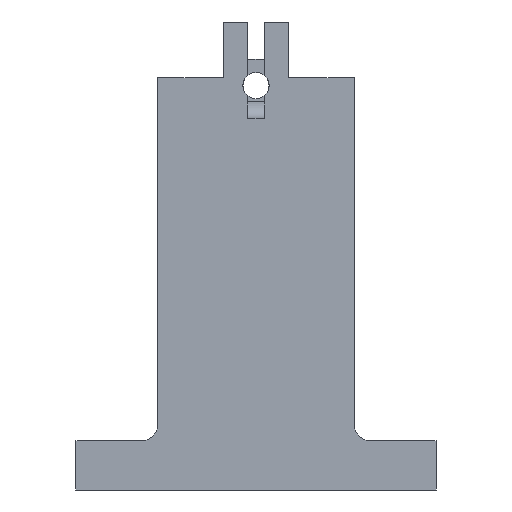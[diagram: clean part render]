
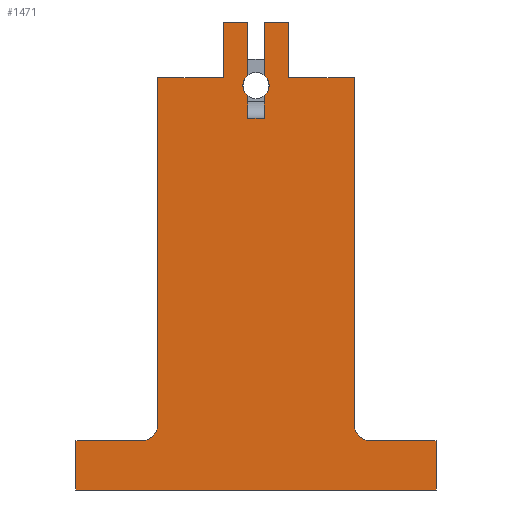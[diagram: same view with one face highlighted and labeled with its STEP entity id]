
A CAD part, left-side view. The second image highlights one B-rep face of the part: STEP entity #1471.
In plain terms, the highlighted planar face has unit normal (-1, 0, 0).
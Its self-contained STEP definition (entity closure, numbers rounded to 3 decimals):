
#64=CIRCLE('',#1565,4.);
#65=CIRCLE('',#1566,4.);
#66=CIRCLE('',#1567,5.);
#67=CIRCLE('',#1568,5.);
#144=ORIENTED_EDGE('',*,*,#564,.F.);
#145=ORIENTED_EDGE('',*,*,#563,.T.);
#146=ORIENTED_EDGE('',*,*,#565,.F.);
#147=ORIENTED_EDGE('',*,*,#566,.F.);
#148=ORIENTED_EDGE('',*,*,#567,.F.);
#149=ORIENTED_EDGE('',*,*,#553,.T.);
#150=ORIENTED_EDGE('',*,*,#568,.T.);
#151=ORIENTED_EDGE('',*,*,#569,.F.);
#152=ORIENTED_EDGE('',*,*,#570,.T.);
#153=ORIENTED_EDGE('',*,*,#571,.T.);
#154=ORIENTED_EDGE('',*,*,#572,.T.);
#155=ORIENTED_EDGE('',*,*,#573,.T.);
#156=ORIENTED_EDGE('',*,*,#574,.F.);
#157=ORIENTED_EDGE('',*,*,#575,.T.);
#158=ORIENTED_EDGE('',*,*,#576,.F.);
#159=ORIENTED_EDGE('',*,*,#577,.T.);
#160=ORIENTED_EDGE('',*,*,#578,.F.);
#161=ORIENTED_EDGE('',*,*,#579,.F.);
#162=ORIENTED_EDGE('',*,*,#580,.F.);
#163=ORIENTED_EDGE('',*,*,#581,.T.);
#164=ORIENTED_EDGE('',*,*,#582,.T.);
#165=ORIENTED_EDGE('',*,*,#583,.F.);
#553=EDGE_CURVE('',#764,#763,#909,.T.);
#563=EDGE_CURVE('',#771,#773,#919,.T.);
#564=EDGE_CURVE('',#771,#774,#920,.T.);
#565=EDGE_CURVE('',#775,#773,#921,.T.);
#566=EDGE_CURVE('',#776,#775,#64,.F.);
#567=EDGE_CURVE('',#764,#776,#922,.T.);
#568=EDGE_CURVE('',#763,#777,#923,.T.);
#569=EDGE_CURVE('',#778,#777,#65,.F.);
#570=EDGE_CURVE('',#778,#779,#924,.T.);
#571=EDGE_CURVE('',#779,#780,#925,.T.);
#572=EDGE_CURVE('',#780,#781,#926,.T.);
#573=EDGE_CURVE('',#781,#782,#927,.T.);
#574=EDGE_CURVE('',#783,#782,#928,.T.);
#575=EDGE_CURVE('',#783,#784,#66,.T.);
#576=EDGE_CURVE('',#785,#784,#929,.T.);
#577=EDGE_CURVE('',#785,#786,#930,.T.);
#578=EDGE_CURVE('',#787,#786,#931,.T.);
#579=EDGE_CURVE('',#788,#787,#932,.T.);
#580=EDGE_CURVE('',#789,#788,#933,.T.);
#581=EDGE_CURVE('',#789,#790,#67,.T.);
#582=EDGE_CURVE('',#790,#791,#934,.T.);
#583=EDGE_CURVE('',#774,#791,#935,.T.);
#763=VERTEX_POINT('',#2169);
#764=VERTEX_POINT('',#2171);
#771=VERTEX_POINT('',#2187);
#773=VERTEX_POINT('',#2191);
#774=VERTEX_POINT('',#2195);
#775=VERTEX_POINT('',#2197);
#776=VERTEX_POINT('',#2199);
#777=VERTEX_POINT('',#2202);
#778=VERTEX_POINT('',#2204);
#779=VERTEX_POINT('',#2206);
#780=VERTEX_POINT('',#2208);
#781=VERTEX_POINT('',#2210);
#782=VERTEX_POINT('',#2212);
#783=VERTEX_POINT('',#2214);
#784=VERTEX_POINT('',#2216);
#785=VERTEX_POINT('',#2218);
#786=VERTEX_POINT('',#2220);
#787=VERTEX_POINT('',#2222);
#788=VERTEX_POINT('',#2224);
#789=VERTEX_POINT('',#2226);
#790=VERTEX_POINT('',#2228);
#791=VERTEX_POINT('',#2230);
#909=LINE('',#2170,#1055);
#919=LINE('',#2192,#1065);
#920=LINE('',#2194,#1066);
#921=LINE('',#2196,#1067);
#922=LINE('',#2200,#1068);
#923=LINE('',#2201,#1069);
#924=LINE('',#2205,#1070);
#925=LINE('',#2207,#1071);
#926=LINE('',#2209,#1072);
#927=LINE('',#2211,#1073);
#928=LINE('',#2213,#1074);
#929=LINE('',#2217,#1075);
#930=LINE('',#2219,#1076);
#931=LINE('',#2221,#1077);
#932=LINE('',#2223,#1078);
#933=LINE('',#2225,#1079);
#934=LINE('',#2229,#1080);
#935=LINE('',#2231,#1081);
#1055=VECTOR('',#1722,1000.);
#1065=VECTOR('',#1736,1000.);
#1066=VECTOR('',#1739,1000.);
#1067=VECTOR('',#1740,1000.);
#1068=VECTOR('',#1743,1000.);
#1069=VECTOR('',#1744,1000.);
#1070=VECTOR('',#1747,1000.);
#1071=VECTOR('',#1748,1000.);
#1072=VECTOR('',#1749,1000.);
#1073=VECTOR('',#1750,1000.);
#1074=VECTOR('',#1751,1000.);
#1075=VECTOR('',#1754,1000.);
#1076=VECTOR('',#1755,1000.);
#1077=VECTOR('',#1756,1000.);
#1078=VECTOR('',#1757,1000.);
#1079=VECTOR('',#1758,1000.);
#1080=VECTOR('',#1761,1000.);
#1081=VECTOR('',#1762,1000.);
#1192=EDGE_LOOP('',(#144,#145,#146,#147,#148,#149,#150,#151,#152,#153,#154,
#155,#156,#157,#158,#159,#160,#161,#162,#163,#164,#165));
#1310=FACE_BOUND('',#1192,.T.);
#1427=PLANE('',#1564);
#1471=ADVANCED_FACE('',(#1310),#1427,.F.);
#1564=AXIS2_PLACEMENT_3D('',#2193,#1737,#1738);
#1565=AXIS2_PLACEMENT_3D('',#2198,#1741,#1742);
#1566=AXIS2_PLACEMENT_3D('',#2203,#1745,#1746);
#1567=AXIS2_PLACEMENT_3D('',#2215,#1752,#1753);
#1568=AXIS2_PLACEMENT_3D('',#2227,#1759,#1760);
#1722=DIRECTION('',(0.,1.,0.));
#1736=DIRECTION('',(0.,1.,0.));
#1737=DIRECTION('',(1.,0.,0.));
#1738=DIRECTION('',(0.,0.,-1.));
#1739=DIRECTION('',(0.,0.,-1.));
#1740=DIRECTION('',(0.,0.,1.));
#1741=DIRECTION('',(1.,0.,0.));
#1742=DIRECTION('',(0.,0.,-1.));
#1743=DIRECTION('',(0.,0.,1.));
#1744=DIRECTION('',(0.,0.,1.));
#1745=DIRECTION('',(1.,0.,0.));
#1746=DIRECTION('',(0.,0.,-1.));
#1747=DIRECTION('',(0.,0.,1.));
#1748=DIRECTION('',(0.,1.,0.));
#1749=DIRECTION('',(0.,0.,-1.));
#1750=DIRECTION('',(0.,1.,0.));
#1751=DIRECTION('',(0.,0.,1.));
#1752=DIRECTION('',(1.,0.,0.));
#1753=DIRECTION('',(0.,0.,-1.));
#1754=DIRECTION('',(0.,-1.,0.));
#1755=DIRECTION('',(0.,0.,-1.));
#1756=DIRECTION('',(0.,1.,0.));
#1757=DIRECTION('',(0.,0.,-1.));
#1758=DIRECTION('',(0.,-1.,0.));
#1759=DIRECTION('',(1.,0.,0.));
#1760=DIRECTION('',(0.,0.,-1.));
#1761=DIRECTION('',(0.,0.,1.));
#1762=DIRECTION('',(0.,-1.,0.));
#2169=CARTESIAN_POINT('',(-87.431,13.871,-30.));
#2170=CARTESIAN_POINT('',(-87.431,8.871,-30.));
#2171=CARTESIAN_POINT('',(-87.431,8.871,-30.));
#2187=CARTESIAN_POINT('',(-87.431,1.371,-0.571));
#2191=CARTESIAN_POINT('',(-87.431,8.871,-0.571));
#2192=CARTESIAN_POINT('',(-87.431,-13.629,-0.571));
#2193=CARTESIAN_POINT('',(-87.431,-13.629,-10.));
#2194=CARTESIAN_POINT('',(-87.431,1.371,-0.571));
#2195=CARTESIAN_POINT('',(-87.431,1.371,-17.571));
#2196=CARTESIAN_POINT('',(-87.431,8.871,-30.));
#2197=CARTESIAN_POINT('',(-87.431,8.871,-16.878));
#2198=CARTESIAN_POINT('',(-87.431,11.371,-20.));
#2199=CARTESIAN_POINT('',(-87.431,8.871,-23.122));
#2200=CARTESIAN_POINT('',(-87.431,8.871,-30.));
#2201=CARTESIAN_POINT('',(-87.431,13.871,-30.));
#2202=CARTESIAN_POINT('',(-87.431,13.871,-23.122));
#2203=CARTESIAN_POINT('',(-87.431,11.371,-20.));
#2204=CARTESIAN_POINT('',(-87.431,13.871,-16.878));
#2205=CARTESIAN_POINT('',(-87.431,13.871,-30.));
#2206=CARTESIAN_POINT('',(-87.431,13.871,-0.571));
#2207=CARTESIAN_POINT('',(-87.431,-13.629,-0.571));
#2208=CARTESIAN_POINT('',(-87.431,21.371,-0.571));
#2209=CARTESIAN_POINT('',(-87.431,21.371,-0.571));
#2210=CARTESIAN_POINT('',(-87.431,21.371,-17.571));
#2211=CARTESIAN_POINT('',(-87.431,21.371,-17.571));
#2212=CARTESIAN_POINT('',(-87.431,41.371,-17.571));
#2213=CARTESIAN_POINT('',(-87.431,41.371,-10.));
#2214=CARTESIAN_POINT('',(-87.431,41.371,-123.571));
#2215=CARTESIAN_POINT('',(-87.431,46.371,-123.571));
#2216=CARTESIAN_POINT('',(-87.431,46.371,-128.571));
#2217=CARTESIAN_POINT('',(-87.431,56.371,-128.571));
#2218=CARTESIAN_POINT('',(-87.431,66.371,-128.571));
#2219=CARTESIAN_POINT('',(-87.431,66.371,-120.));
#2220=CARTESIAN_POINT('',(-87.431,66.371,-143.571));
#2221=CARTESIAN_POINT('',(-87.431,-13.629,-143.571));
#2222=CARTESIAN_POINT('',(-87.431,-43.629,-143.571));
#2223=CARTESIAN_POINT('',(-87.431,-43.629,-120.));
#2224=CARTESIAN_POINT('',(-87.431,-43.629,-128.571));
#2225=CARTESIAN_POINT('',(-87.431,-18.629,-128.571));
#2226=CARTESIAN_POINT('',(-87.431,-23.629,-128.571));
#2227=CARTESIAN_POINT('',(-87.431,-23.629,-123.571));
#2228=CARTESIAN_POINT('',(-87.431,-18.629,-123.571));
#2229=CARTESIAN_POINT('',(-87.431,-18.629,-10.));
#2230=CARTESIAN_POINT('',(-87.431,-18.629,-17.571));
#2231=CARTESIAN_POINT('',(-87.431,1.371,-17.571));
